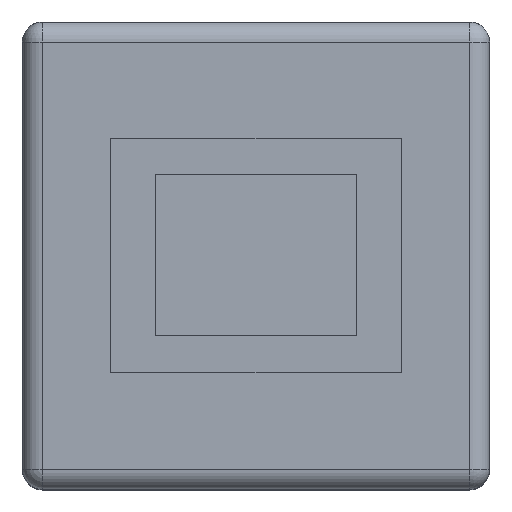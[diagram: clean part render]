
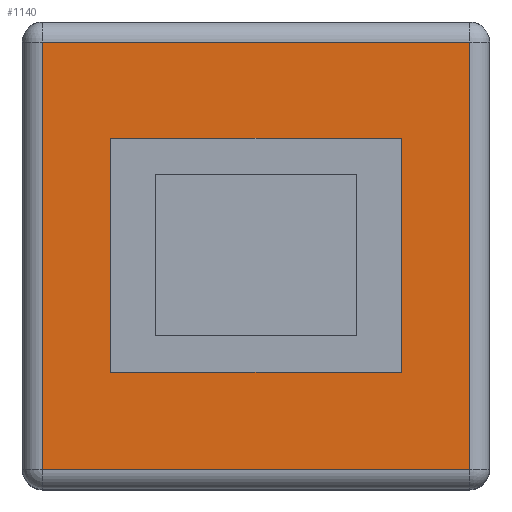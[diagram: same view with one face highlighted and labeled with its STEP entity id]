
A CAD part, top view. The second image highlights one B-rep face of the part: STEP entity #1140.
In plain terms, the highlighted planar face has unit normal (0, 0, 1).
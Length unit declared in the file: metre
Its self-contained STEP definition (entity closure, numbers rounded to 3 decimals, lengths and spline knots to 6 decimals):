
#52=ORIENTED_EDGE('',*,*,#364,.T.);
#53=ORIENTED_EDGE('',*,*,#365,.T.);
#54=ORIENTED_EDGE('',*,*,#366,.T.);
#55=ORIENTED_EDGE('',*,*,#367,.T.);
#56=ORIENTED_EDGE('',*,*,#368,.F.);
#57=ORIENTED_EDGE('',*,*,#369,.T.);
#58=ORIENTED_EDGE('',*,*,#370,.T.);
#59=ORIENTED_EDGE('',*,*,#371,.F.);
#364=EDGE_CURVE('',#520,#521,#620,.T.);
#365=EDGE_CURVE('',#521,#522,#621,.F.);
#366=EDGE_CURVE('',#522,#523,#622,.F.);
#367=EDGE_CURVE('',#523,#520,#623,.T.);
#368=EDGE_CURVE('',#524,#525,#624,.T.);
#369=EDGE_CURVE('',#524,#526,#625,.T.);
#370=EDGE_CURVE('',#526,#527,#626,.T.);
#371=EDGE_CURVE('',#525,#527,#627,.T.);
#520=VERTEX_POINT('',#1924);
#521=VERTEX_POINT('',#1925);
#522=VERTEX_POINT('',#1927);
#523=VERTEX_POINT('',#1929);
#524=VERTEX_POINT('',#1932);
#525=VERTEX_POINT('',#1933);
#526=VERTEX_POINT('',#1935);
#527=VERTEX_POINT('',#1937);
#620=LINE('',#1923,#760);
#621=LINE('',#1926,#761);
#622=LINE('',#1928,#762);
#623=LINE('',#1930,#763);
#624=LINE('',#1931,#764);
#625=LINE('',#1934,#765);
#626=LINE('',#1936,#766);
#627=LINE('',#1938,#767);
#760=VECTOR('',#1609,1.);
#761=VECTOR('',#1610,1.);
#762=VECTOR('',#1611,1.);
#763=VECTOR('',#1612,1.);
#764=VECTOR('',#1613,1.);
#765=VECTOR('',#1614,1.);
#766=VECTOR('',#1615,1.);
#767=VECTOR('',#1616,1.);
#891=EDGE_LOOP('',(#52,#53,#54,#55));
#892=EDGE_LOOP('',(#56,#57,#58,#59));
#965=FACE_BOUND('',#891,.T.);
#966=FACE_BOUND('',#892,.T.);
#1038=PLANE('',#1509);
#1140=ADVANCED_FACE('',(#965,#966),#1038,.T.);
#1509=AXIS2_PLACEMENT_3D('',#1922,#1607,#1608);
#1607=DIRECTION('',(0.,0.,1.));
#1608=DIRECTION('',(1.,0.,0.));
#1609=DIRECTION('',(1.,0.,0.));
#1610=DIRECTION('',(0.,-1.,0.));
#1611=DIRECTION('',(1.,0.,0.));
#1612=DIRECTION('',(0.,-1.,0.));
#1613=DIRECTION('',(0.,-1.,0.));
#1614=DIRECTION('',(1.,0.,0.));
#1615=DIRECTION('',(0.,-1.,0.));
#1616=DIRECTION('',(1.,0.,0.));
#1922=CARTESIAN_POINT('',(0.,0.,0.005));
#1923=CARTESIAN_POINT('',(0.0029,-0.00265,0.005));
#1924=CARTESIAN_POINT('',(-0.00265,-0.00265,0.005));
#1925=CARTESIAN_POINT('',(0.00265,-0.00265,0.005));
#1926=CARTESIAN_POINT('',(0.00265,0.,0.005));
#1927=CARTESIAN_POINT('',(0.00265,0.00265,0.005));
#1928=CARTESIAN_POINT('',(0.,0.00265,0.005));
#1929=CARTESIAN_POINT('',(-0.00265,0.00265,0.005));
#1930=CARTESIAN_POINT('',(-0.00265,-0.0029,0.005));
#1931=CARTESIAN_POINT('',(-0.0018,0.,0.005));
#1932=CARTESIAN_POINT('',(-0.0018,0.00145,0.005));
#1933=CARTESIAN_POINT('',(-0.0018,-0.00145,0.005));
#1934=CARTESIAN_POINT('',(0.,0.00145,0.005));
#1935=CARTESIAN_POINT('',(0.0018,0.00145,0.005));
#1936=CARTESIAN_POINT('',(0.0018,0.,0.005));
#1937=CARTESIAN_POINT('',(0.0018,-0.00145,0.005));
#1938=CARTESIAN_POINT('',(0.,-0.00145,0.005));
